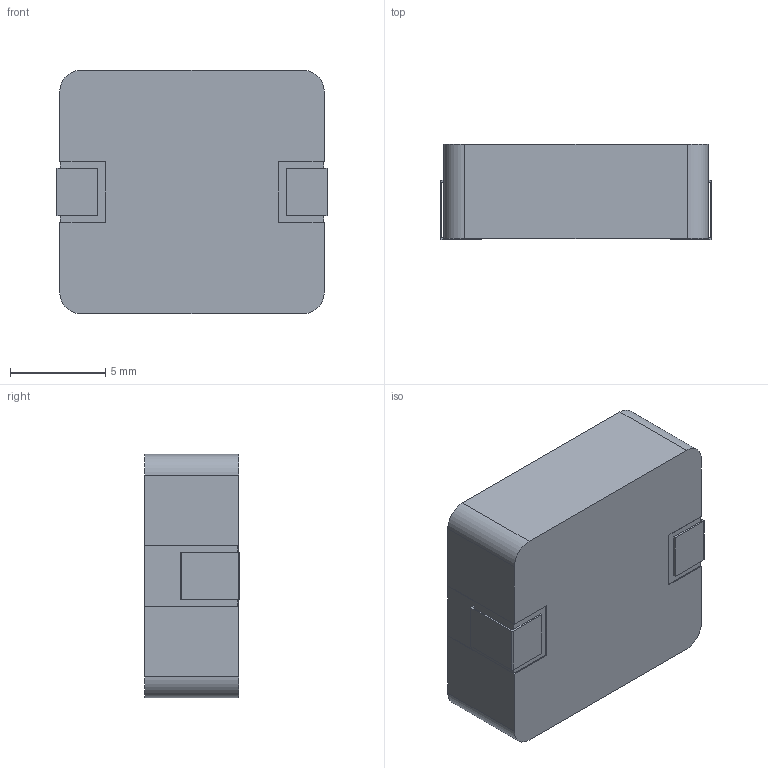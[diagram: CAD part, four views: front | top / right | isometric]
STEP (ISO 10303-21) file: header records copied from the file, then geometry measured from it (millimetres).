
FILE_DESCRIPTION (( 'STEP AP214' ), '1' );
FILE_NAME ('IS_MPC_5649_L14.3W12.8T5LL2.2G2.5.STEP', '2018-07-24T13:40:32', ( '' ), ( '' ), 'SwSTEP 2.0', 'SolidWorks 2014', '' );
FILE_SCHEMA (( 'AUTOMOTIVE_DESIGN' ));
Length unit declared in the file: millimetre
Products named in the file (1): IS_MPC_5649_L14.3W12.8T5LL2.2G2.5
Bounding box: 14.3 x 5 x 12.8 mm (x, y, z)
Volume: 877.2 mm3; surface area: 664 mm2
Topology: 4 solids, 4 shells, 105 faces, 293 edges, 194 vertices
Faces by surface type: plane 93, cylinder 12
Entity records: 3916 total; most frequent: CARTESIAN_POINT 593, ORIENTED_EDGE 586, DIRECTION 529, EDGE_CURVE 293, VECTOR 269, LINE 269, VERTEX_POINT 194, AXIS2_PLACEMENT_3D 130
